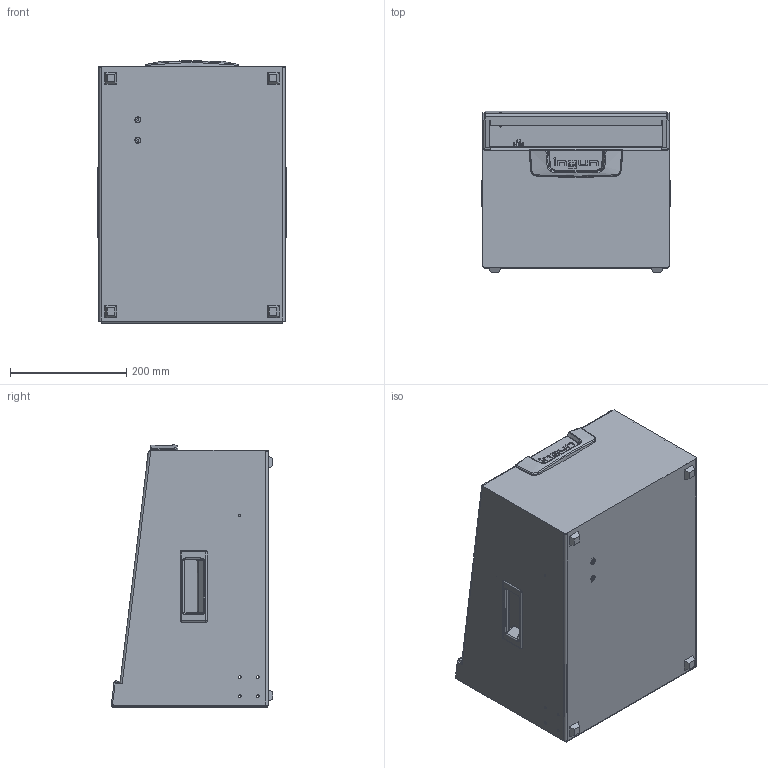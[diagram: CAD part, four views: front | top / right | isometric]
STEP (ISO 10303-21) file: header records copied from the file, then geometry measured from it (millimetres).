
FILE_DESCRIPTION (( 'STEP AP214' ), '1' );
FILE_NAME ('INGUN_114908.STEP', '2023-03-27T11:20:54', ( '' ), ( '' ), 'SwSTEP 2.0', 'SolidWorks 2021', '' );
FILE_SCHEMA (( 'AUTOMOTIVE_DESIGN' ));
Length unit declared in the file: millimetre
Products named in the file (20): 30758_02~0_S; DIN7991~n_M05,0x016; 20901_01~0; 53032~0_S; 30758_01~0_S; 30758~0_S; 8804~0; 2720~0; DIN125~n_05,3 M05,0 Fase; INGUN_114908; 20902~0; 33478~2; 32462~0_S; 38564~0; 32171~0_S; DIN985-A2~n_M05,0; 20901~0_ohne Schiebeteil<Standard>; DIN7991~n_M05,0x012; 20901~0_flexibel<Standard>; 35334~0_S
Assembly tree (28 placements, depth 3):
  INGUN_114908
    33478~2
    30758~0_S  x2
      30758_01~0_S
      30758_02~0_S
      38564~0
    20902~0
    20901~0_flexibel<Standard>
      20901~0_ohne Schiebeteil<Standard>
      20901_01~0
    2720~0  x4
    53032~0_S
    32171~0_S
    32462~0_S
    35334~0_S
    8804~0
    DIN7991~n_M05,0x016
    DIN985-A2~n_M05,0  x3
    DIN7991~n_M05,0x012  x2
    DIN125~n_05,3 M05,0 Fase  x2
Bounding box: 324.6 x 277.62 x 451.82 mm (x, y, z)
Volume: 1178469.5 mm3; surface area: 1159391.4 mm2
Topology: 31 solids, 31 shells, 1155 faces, 2919 edges, 1841 vertices
Faces by surface type: plane 503, cylinder 377, bspline 129, cone 100, sphere 32, torus 14
Entity records: 32318 total; most frequent: CARTESIAN_POINT 12581, ORIENTED_EDGE 4020, DIRECTION 3700, EDGE_CURVE 2010, AXIS2_PLACEMENT_3D 1295, VERTEX_POINT 1276, LINE 1110, VECTOR 1110
